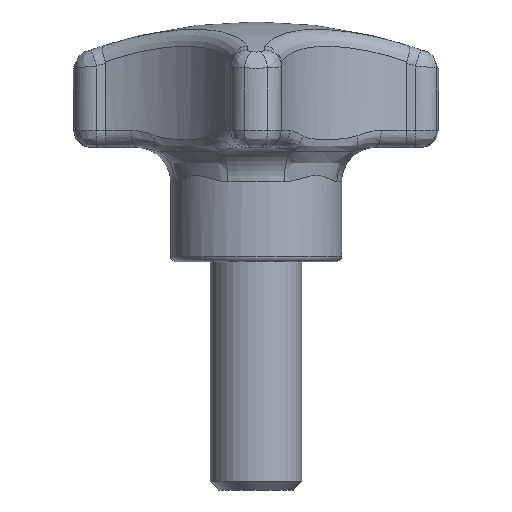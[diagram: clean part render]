
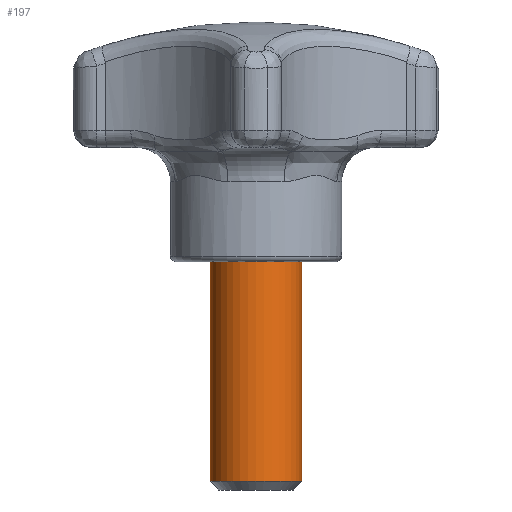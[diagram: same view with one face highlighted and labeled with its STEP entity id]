
A CAD part, front view. The second image highlights one B-rep face of the part: STEP entity #197.
In plain terms, the highlighted cylindrical face has radius 4 mm (diameter 8 mm), a full revolution.
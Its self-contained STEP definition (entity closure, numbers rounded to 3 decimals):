
#197 = ADVANCED_FACE( '', ( #462, #463 ), #464, .T. );
#462 = FACE_OUTER_BOUND( '', #2043, .T. );
#463 = FACE_OUTER_BOUND( '', #2044, .T. );
#464 = CYLINDRICAL_SURFACE( '', #2045, 4. );
#2043 = EDGE_LOOP( '', ( #5679 ) );
#2044 = EDGE_LOOP( '', ( #5680 ) );
#2045 = AXIS2_PLACEMENT_3D( '', #5681, #5682, #5683 );
#5679 = ORIENTED_EDGE( '', *, *, #6398, .T. );
#5680 = ORIENTED_EDGE( '', *, *, #6280, .T. );
#5681 = CARTESIAN_POINT( '', ( 0., 0., -20. ) );
#5682 = DIRECTION( '', ( 0., 0., -1. ) );
#5683 = DIRECTION( '', ( 1., 0., 0. ) );
#6280 = EDGE_CURVE( '', #6673, #6673, #6674, .F. );
#6398 = EDGE_CURVE( '', #6866, #6866, #6867, .F. );
#6673 = VERTEX_POINT( '', #7517 );
#6674 = CIRCLE( '', #7518, 4. );
#6866 = VERTEX_POINT( '', #8584 );
#6867 = CIRCLE( '', #8585, 4. );
#7517 = CARTESIAN_POINT( '', ( 4., 0., 0. ) );
#7518 = AXIS2_PLACEMENT_3D( '', #10132, #10133, #10134 );
#8584 = CARTESIAN_POINT( '', ( -4., 0., -19.25 ) );
#8585 = AXIS2_PLACEMENT_3D( '', #10290, #10291, #10292 );
#10132 = CARTESIAN_POINT( '', ( 0., 0., 0. ) );
#10133 = DIRECTION( '', ( 0., 0., 1. ) );
#10134 = DIRECTION( '', ( 1., 0., 0. ) );
#10290 = CARTESIAN_POINT( '', ( 0., 0., -19.25 ) );
#10291 = DIRECTION( '', ( 0., 0., -1. ) );
#10292 = DIRECTION( '', ( -1., 0., 0. ) );
